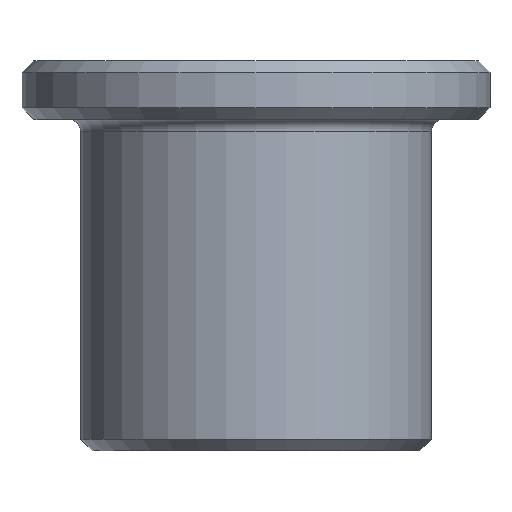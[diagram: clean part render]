
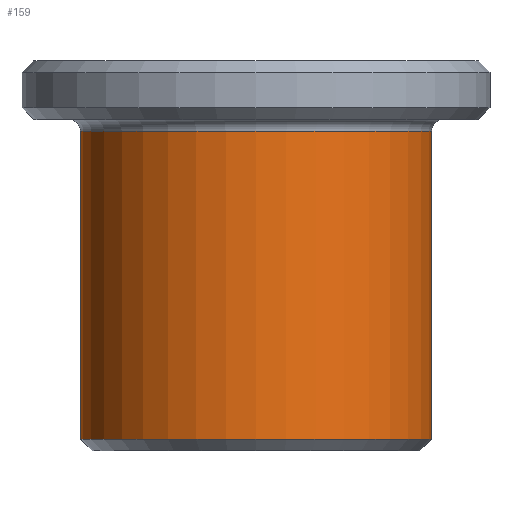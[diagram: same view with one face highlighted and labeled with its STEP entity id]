
A CAD part, front view. The second image highlights one B-rep face of the part: STEP entity #159.
In plain terms, the highlighted cylindrical face has radius 9 mm (diameter 18 mm), a full revolution.
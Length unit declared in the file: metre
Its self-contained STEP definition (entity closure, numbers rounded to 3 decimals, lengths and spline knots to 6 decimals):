
#159=ADVANCED_FACE('',(#185,#186),#187,.T.);
#185=FACE_OUTER_BOUND('',#222,.T.);
#186=FACE_OUTER_BOUND('',#223,.T.);
#187=CYLINDRICAL_SURFACE('',#224,0.009);
#222=EDGE_LOOP('',(#270));
#223=EDGE_LOOP('',(#271));
#224=AXIS2_PLACEMENT_3D('',#272,#273,#274);
#270=ORIENTED_EDGE('',*,*,#307,.T.);
#271=ORIENTED_EDGE('',*,*,#306,.F.);
#272=CARTESIAN_POINT('',(0.0,0.0,0.));
#273=DIRECTION('',(0.0,0.,-1.0));
#274=DIRECTION('',(0.0,1.0,0.));
#306=EDGE_CURVE('',#324,#324,#325,.T.);
#307=EDGE_CURVE('',#326,#326,#327,.T.);
#324=VERTEX_POINT('',#348);
#325=CIRCLE('',#349,0.009);
#326=VERTEX_POINT('',#350);
#327=CIRCLE('',#351,0.009);
#348=CARTESIAN_POINT('',(0.009,0.0,0.0006));
#349=AXIS2_PLACEMENT_3D('',#378,#379,#380);
#350=CARTESIAN_POINT('',(0.009,0.0,0.0164));
#351=AXIS2_PLACEMENT_3D('',#381,#382,#383);
#378=CARTESIAN_POINT('',(0.0,0.0,0.0006));
#379=DIRECTION('',(0.0,0.,-1.0));
#380=DIRECTION('',(0.0,1.0,0.));
#381=CARTESIAN_POINT('',(0.0,0.0,0.0164));
#382=DIRECTION('',(0.0,0.,-1.0));
#383=DIRECTION('',(0.0,1.0,0.));
